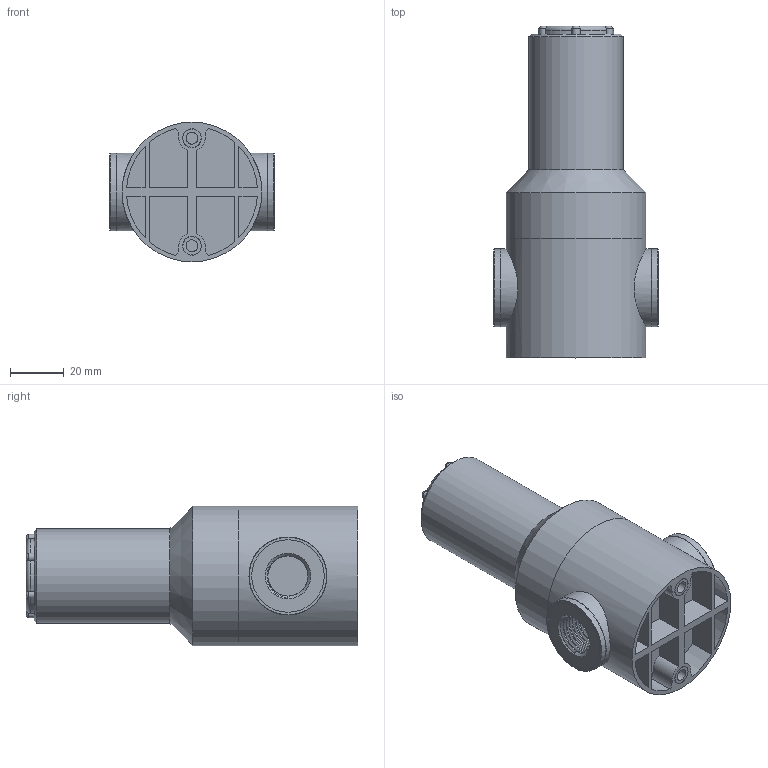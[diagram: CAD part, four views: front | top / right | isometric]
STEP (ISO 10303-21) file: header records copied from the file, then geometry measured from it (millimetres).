
FILE_DESCRIPTION (( 'STEP AP214' ), '1' );
FILE_NAME ('3-8-1101-0X.STEP', '2019-07-05T07:48:03', ( '' ), ( '' ), 'SwSTEP 2.0', 'SolidWorks 2019', '' );
FILE_SCHEMA (( 'AUTOMOTIVE_DESIGN' ));
Length unit declared in the file: millimetre
Products named in the file (13): Moulded body Ring; 16mm moulded body PS-95-342   PVC; M5 Thread Inserts - no knurl; 16mm Cap; 3-8-1101-0X; PVC Bonnet all size_20mm GFPP; PVC Bonnet all size
Assembly tree (7 placements, depth 2):
  Moulded body Ring
  16mm moulded body PS-95-342   PVC
  M5 Thread Inserts - no knurl
  M5 Thread Inserts - no knurl
  3-8-1101-0X
    PVC Bonnet all size_20mm GFPP
    Moulded body Ring  x2
    M5 Thread Inserts - no knurl  x2
    16mm Cap
    16mm moulded body PS-95-342   PVC
Bounding box: 61.01 x 123.42 x 52 mm (x, y, z)
Volume: 194187.6 mm3; surface area: 38944.7 mm2
Topology: 7 solids, 7 shells, 172 faces, 418 edges, 277 vertices
Faces by surface type: plane 78, cylinder 55, cone 17, bspline 15, torus 7
Full cylindrical faces by diameter (mm): 4.4 x2, 6.8 x2, 7 x2, 14.95 x9, 17 x1, 26.978 x4, 28.978 x2, 29 x2, 35 x1, 38 x1, 52 x2
Entity records: 8851 total; most frequent: CARTESIAN_POINT 5560, DIRECTION 605, ORIENTED_EDGE 580, EDGE_CURVE 290, AXIS2_PLACEMENT_3D 245, VERTEX_POINT 206, EDGE_LOOP 194, FACE_OUTER_BOUND 165
